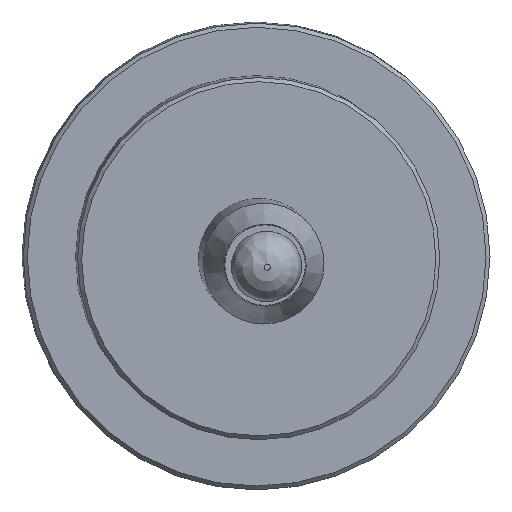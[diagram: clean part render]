
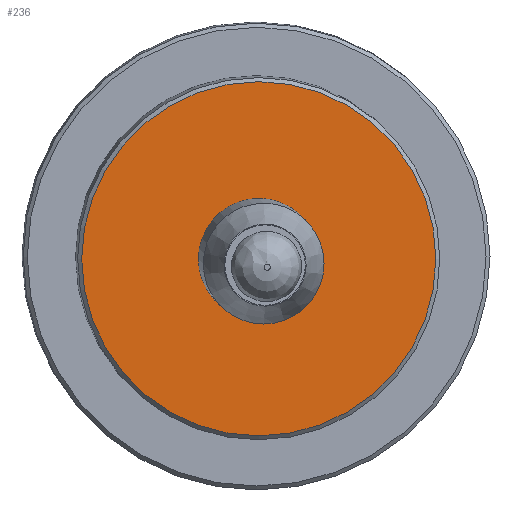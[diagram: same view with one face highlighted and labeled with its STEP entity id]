
A CAD part, left-side view. The second image highlights one B-rep face of the part: STEP entity #236.
In plain terms, the highlighted planar face has unit normal (-0.999, -0.026, -0.026).
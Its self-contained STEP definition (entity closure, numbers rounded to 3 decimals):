
#19=FACE_BOUND('',#68,.T.);
#25=PLANE('',#283);
#46=FACE_OUTER_BOUND('',#67,.T.);
#67=EDGE_LOOP('',(#205));
#68=EDGE_LOOP('',(#206));
#96=CIRCLE('',#259,7.5);
#109=CIRCLE('',#281,22.);
#115=VERTEX_POINT('',#383);
#127=VERTEX_POINT('',#449);
#135=EDGE_CURVE('',#115,#115,#96,.T.);
#153=EDGE_CURVE('',#127,#127,#109,.T.);
#205=ORIENTED_EDGE('',*,*,#153,.F.);
#206=ORIENTED_EDGE('',*,*,#135,.T.);
#236=ADVANCED_FACE('',(#46,#19),#25,.T.);
#259=AXIS2_PLACEMENT_3D('',#385,#303,#304);
#281=AXIS2_PLACEMENT_3D('',#451,#352,#353);
#283=AXIS2_PLACEMENT_3D('',#454,#357,#358);
#303=DIRECTION('center_axis',(0.999,0.026,0.026));
#304=DIRECTION('ref_axis',(-0.026,0.,1.));
#352=DIRECTION('center_axis',(0.999,0.026,0.026));
#353=DIRECTION('ref_axis',(-0.026,0.,1.));
#357=DIRECTION('center_axis',(-0.999,-0.026,-0.026));
#358=DIRECTION('ref_axis',(-0.026,0.,1.));
#383=CARTESIAN_POINT('',(-396.829,-13.564,535.34));
#385=CARTESIAN_POINT('Origin',(-397.025,-13.564,542.838));
#449=CARTESIAN_POINT('',(-396.449,-13.564,520.845));
#451=CARTESIAN_POINT('Origin',(-397.025,-13.564,542.838));
#454=CARTESIAN_POINT('Origin',(-397.025,-13.564,542.838));
